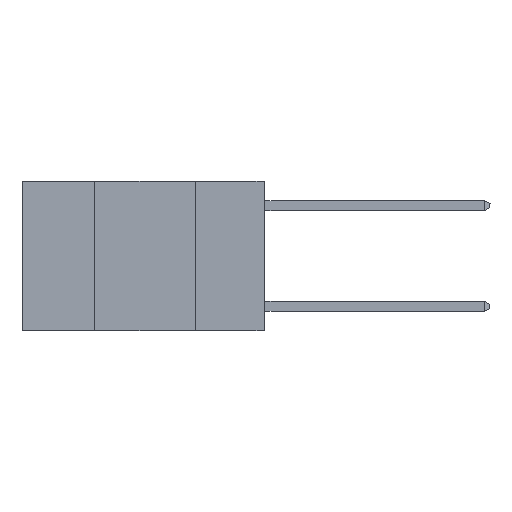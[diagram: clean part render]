
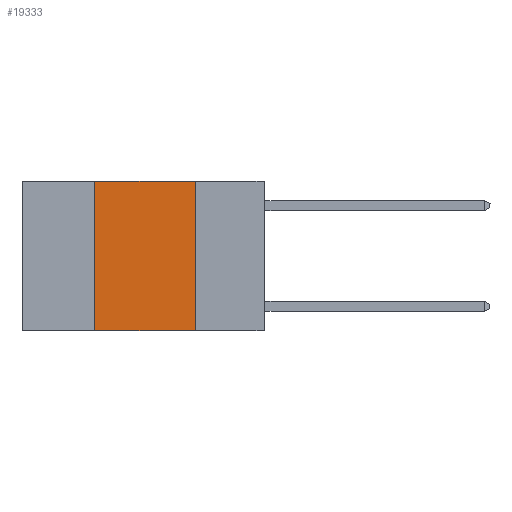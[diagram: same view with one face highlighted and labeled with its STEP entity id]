
A CAD part, left-side view. The second image highlights one B-rep face of the part: STEP entity #19333.
In plain terms, the highlighted planar face has unit normal (-1, 0, 0).
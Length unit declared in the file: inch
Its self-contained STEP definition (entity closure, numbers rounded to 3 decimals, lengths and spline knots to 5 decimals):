
#662 = ORIENTED_EDGE ( 'NONE', *, *, #16840, .F. ) ;
#2009 = PLANE ( 'NONE',  #16420 ) ;
#3221 = VERTEX_POINT ( 'NONE', #12581 ) ;
#3615 = ORIENTED_EDGE ( 'NONE', *, *, #7541, .F. ) ;
#3942 = DIRECTION ( 'NONE',  ( 0., 0., -1. ) ) ;
#4369 = CARTESIAN_POINT ( 'NONE',  ( 0., 0.6, -0.37 ) ) ;
#4988 = LINE ( 'NONE', #16933, #19565 ) ;
#6320 = DIRECTION ( 'NONE',  ( 0., -1., 0. ) ) ;
#7541 = EDGE_CURVE ( 'NONE', #23317, #21924, #19929, .T. ) ;
#8790 = EDGE_CURVE ( 'NONE', #15359, #23317, #4988, .T. ) ;
#9334 = DIRECTION ( 'NONE',  ( 0., -1., 0. ) ) ;
#10098 = LINE ( 'NONE', #4369, #13379 ) ;
#10897 = DIRECTION ( 'NONE',  ( 0., 0., -1. ) ) ;
#11102 = CARTESIAN_POINT ( 'NONE',  ( 0., 0.17, 0. ) ) ;
#11664 = CARTESIAN_POINT ( 'NONE',  ( 0., 0.42, 0. ) ) ;
#12581 = CARTESIAN_POINT ( 'NONE',  ( 0., 0.42, -0.37 ) ) ;
#13379 = VECTOR ( 'NONE', #6320, 39.37008 ) ;
#13468 = CARTESIAN_POINT ( 'NONE',  ( 0., 0.6, 0. ) ) ;
#14908 = VECTOR ( 'NONE', #10897, 39.37008 ) ;
#15359 = VERTEX_POINT ( 'NONE', #22475 ) ;
#15362 = DIRECTION ( 'NONE',  ( 1., 0., 0. ) ) ;
#16420 = AXIS2_PLACEMENT_3D ( 'NONE', #13468, #15362, #3942 ) ;
#16840 = EDGE_CURVE ( 'NONE', #3221, #15359, #24247, .T. ) ;
#16933 = CARTESIAN_POINT ( 'NONE',  ( 0., 0.6, 0. ) ) ;
#17360 = DIRECTION ( 'NONE',  ( 0., 0., 1. ) ) ;
#18435 = EDGE_LOOP ( 'NONE', ( #3615, #22984, #662, #20485 ) ) ;
#19230 = VECTOR ( 'NONE', #17360, 39.37008 ) ;
#19333 = ADVANCED_FACE ( 'NONE', ( #19441 ), #2009, .F. ) ;
#19441 = FACE_OUTER_BOUND ( 'NONE', #18435, .T. ) ;
#19565 = VECTOR ( 'NONE', #9334, 39.37008 ) ;
#19929 = LINE ( 'NONE', #22144, #14908 ) ;
#20485 = ORIENTED_EDGE ( 'NONE', *, *, #22316, .T. ) ;
#21924 = VERTEX_POINT ( 'NONE', #22163 ) ;
#22144 = CARTESIAN_POINT ( 'NONE',  ( 0., 0.17, 0. ) ) ;
#22163 = CARTESIAN_POINT ( 'NONE',  ( 0., 0.17, -0.37 ) ) ;
#22316 = EDGE_CURVE ( 'NONE', #3221, #21924, #10098, .T. ) ;
#22475 = CARTESIAN_POINT ( 'NONE',  ( 0., 0.42, 0. ) ) ;
#22984 = ORIENTED_EDGE ( 'NONE', *, *, #8790, .F. ) ;
#23317 = VERTEX_POINT ( 'NONE', #11102 ) ;
#24247 = LINE ( 'NONE', #11664, #19230 ) ;
